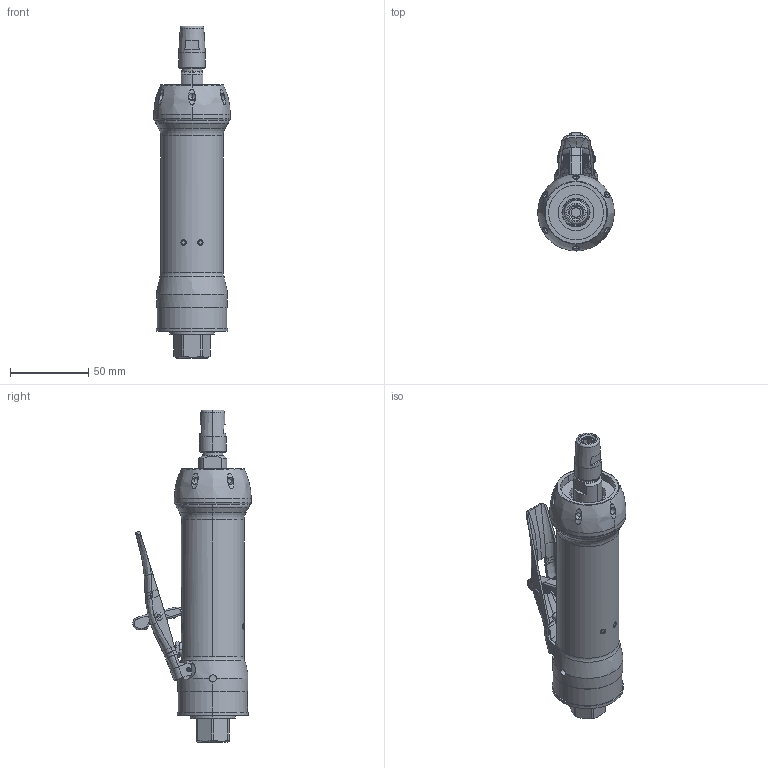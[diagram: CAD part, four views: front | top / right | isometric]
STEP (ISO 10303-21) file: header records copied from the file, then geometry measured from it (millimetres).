
FILE_DESCRIPTION((''),'2;1');
FILE_NAME('EXT_COMP_SW0016','2019-09-18T13:43:25',('INEextrab'),(''),'CREO PARAMETRIC BY PTC INC, 2018100','CREO PARAMETRIC BY PTC INC, 2018100','');
FILE_SCHEMA(('CONFIG_CONTROL_DESIGN'));
Length unit declared in the file: inch
Products named in the file (1): EXT_COMP_SW0016
Bounding box: 49 x 75.56 x 212.2 mm (x, y, z)
Volume: 228395.9 mm3; surface area: 49125.9 mm2
Topology: 2 solids, 5 shells, 762 faces, 1898 edges, 1149 vertices
Faces by surface type: cylinder 244, plane 155, cone 139, bspline 134, torus 79, sphere 6, extrusion 5
Entity records: 41341 total; most frequent: CARTESIAN_POINT 24247, ORIENTED_EDGE 3760, DIRECTION 3249, EDGE_CURVE 1880, AXIS2_PLACEMENT_3D 1336, VERTEX_POINT 1149, EDGE_LOOP 843, FACE_OUTER_BOUND 762
